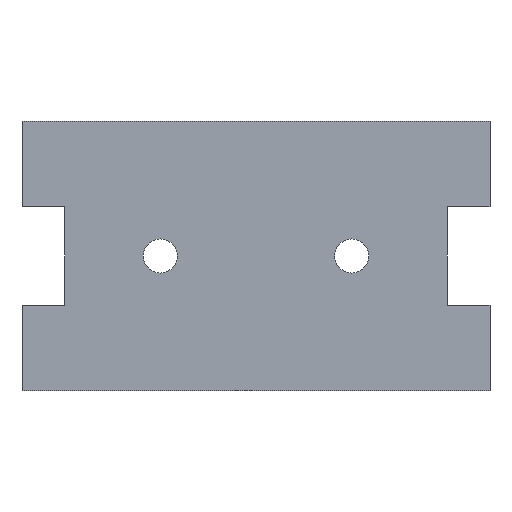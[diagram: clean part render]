
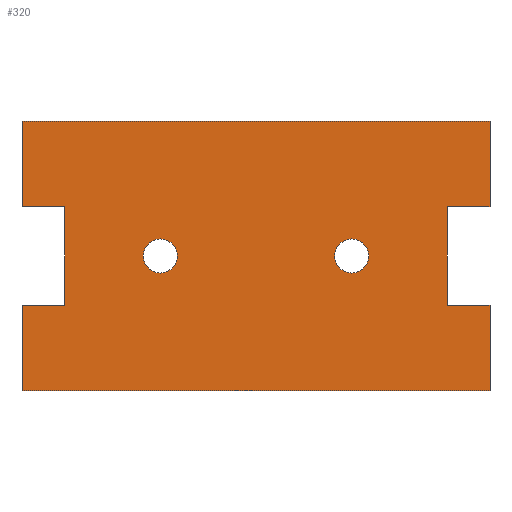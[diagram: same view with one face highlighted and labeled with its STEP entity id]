
A CAD part, front view. The second image highlights one B-rep face of the part: STEP entity #320.
In plain terms, the highlighted planar face has unit normal (0, -1, 0).
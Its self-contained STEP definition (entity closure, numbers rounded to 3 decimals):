
#17=FACE_BOUND('',#67,.T.);
#18=FACE_BOUND('',#68,.T.);
#32=PLANE('',#354);
#48=FACE_OUTER_BOUND('',#66,.T.);
#66=EDGE_LOOP('',(#289,#290,#291,#292,#293,#294,#295,#296,#297,#298,#299,
#300));
#67=EDGE_LOOP('',(#301));
#68=EDGE_LOOP('',(#302));
#71=LINE('',#451,#109);
#75=LINE('',#459,#113);
#78=LINE('',#465,#116);
#81=LINE('',#471,#119);
#84=LINE('',#477,#122);
#87=LINE('',#483,#125);
#90=LINE('',#489,#128);
#93=LINE('',#495,#131);
#96=LINE('',#501,#134);
#99=LINE('',#507,#137);
#102=LINE('',#513,#140);
#105=LINE('',#518,#143);
#109=VECTOR('',#373,10.);
#113=VECTOR('',#379,10.);
#116=VECTOR('',#384,10.);
#119=VECTOR('',#389,10.);
#122=VECTOR('',#394,10.);
#125=VECTOR('',#399,10.);
#128=VECTOR('',#404,10.);
#131=VECTOR('',#409,10.);
#134=VECTOR('',#414,10.);
#137=VECTOR('',#419,10.);
#140=VECTOR('',#424,10.);
#143=VECTOR('',#429,10.);
#146=CIRCLE('',#337,2.);
#148=CIRCLE('',#340,2.);
#150=VERTEX_POINT('',#439);
#152=VERTEX_POINT('',#445);
#153=VERTEX_POINT('',#449);
#154=VERTEX_POINT('',#450);
#157=VERTEX_POINT('',#458);
#159=VERTEX_POINT('',#464);
#161=VERTEX_POINT('',#470);
#163=VERTEX_POINT('',#476);
#165=VERTEX_POINT('',#482);
#167=VERTEX_POINT('',#488);
#169=VERTEX_POINT('',#494);
#171=VERTEX_POINT('',#500);
#173=VERTEX_POINT('',#506);
#175=VERTEX_POINT('',#512);
#179=EDGE_CURVE('',#150,#150,#146,.T.);
#182=EDGE_CURVE('',#152,#152,#148,.T.);
#183=EDGE_CURVE('',#153,#154,#71,.T.);
#187=EDGE_CURVE('',#154,#157,#75,.T.);
#190=EDGE_CURVE('',#157,#159,#78,.T.);
#193=EDGE_CURVE('',#159,#161,#81,.T.);
#196=EDGE_CURVE('',#161,#163,#84,.T.);
#199=EDGE_CURVE('',#165,#163,#87,.T.);
#202=EDGE_CURVE('',#167,#165,#90,.T.);
#205=EDGE_CURVE('',#167,#169,#93,.T.);
#208=EDGE_CURVE('',#171,#169,#96,.T.);
#211=EDGE_CURVE('',#173,#171,#99,.T.);
#214=EDGE_CURVE('',#175,#173,#102,.T.);
#217=EDGE_CURVE('',#153,#175,#105,.T.);
#289=ORIENTED_EDGE('',*,*,#217,.F.);
#290=ORIENTED_EDGE('',*,*,#183,.T.);
#291=ORIENTED_EDGE('',*,*,#187,.T.);
#292=ORIENTED_EDGE('',*,*,#190,.T.);
#293=ORIENTED_EDGE('',*,*,#193,.T.);
#294=ORIENTED_EDGE('',*,*,#196,.T.);
#295=ORIENTED_EDGE('',*,*,#199,.F.);
#296=ORIENTED_EDGE('',*,*,#202,.F.);
#297=ORIENTED_EDGE('',*,*,#205,.T.);
#298=ORIENTED_EDGE('',*,*,#208,.F.);
#299=ORIENTED_EDGE('',*,*,#211,.F.);
#300=ORIENTED_EDGE('',*,*,#214,.F.);
#301=ORIENTED_EDGE('',*,*,#182,.F.);
#302=ORIENTED_EDGE('',*,*,#179,.F.);
#320=ADVANCED_FACE('',(#48,#17,#18),#32,.F.);
#337=AXIS2_PLACEMENT_3D('',#441,#362,#363);
#340=AXIS2_PLACEMENT_3D('',#447,#369,#370);
#354=AXIS2_PLACEMENT_3D('',#521,#433,#434);
#362=DIRECTION('center_axis',(0.,-1.,0.));
#363=DIRECTION('ref_axis',(1.,0.,0.));
#369=DIRECTION('center_axis',(0.,-1.,0.));
#370=DIRECTION('ref_axis',(1.,0.,0.));
#373=DIRECTION('',(1.,0.,0.));
#379=DIRECTION('',(0.,0.,1.));
#384=DIRECTION('',(-1.,0.,0.));
#389=DIRECTION('',(0.,0.,1.));
#394=DIRECTION('',(1.,0.,0.));
#399=DIRECTION('',(0.,0.,-1.));
#404=DIRECTION('',(1.,0.,0.));
#409=DIRECTION('',(0.,0.,-1.));
#414=DIRECTION('',(-1.,0.,0.));
#419=DIRECTION('',(0.,0.,1.));
#424=DIRECTION('',(1.,0.,0.));
#429=DIRECTION('',(0.,0.,1.));
#433=DIRECTION('center_axis',(0.,1.,0.));
#434=DIRECTION('ref_axis',(1.,0.,0.));
#439=CARTESIAN_POINT('',(36.75,0.,15.813));
#441=CARTESIAN_POINT('Origin',(38.75,0.,15.813));
#445=CARTESIAN_POINT('',(14.25,0.,15.813));
#447=CARTESIAN_POINT('Origin',(16.25,0.,15.813));
#449=CARTESIAN_POINT('',(0.,0.,0.));
#450=CARTESIAN_POINT('',(55.,0.,0.));
#451=CARTESIAN_POINT('',(0.,0.,0.));
#458=CARTESIAN_POINT('',(55.,0.,10.));
#459=CARTESIAN_POINT('',(55.,0.,0.));
#464=CARTESIAN_POINT('',(50.,0.,10.));
#465=CARTESIAN_POINT('',(55.,0.,10.));
#470=CARTESIAN_POINT('',(50.,0.,21.625));
#471=CARTESIAN_POINT('',(50.,0.,10.));
#476=CARTESIAN_POINT('',(55.,0.,21.625));
#477=CARTESIAN_POINT('',(50.,0.,21.625));
#482=CARTESIAN_POINT('',(55.,0.,31.625));
#483=CARTESIAN_POINT('',(55.,0.,31.625));
#488=CARTESIAN_POINT('',(0.,0.,31.625));
#489=CARTESIAN_POINT('',(0.,0.,31.625));
#494=CARTESIAN_POINT('',(0.,0.,21.625));
#495=CARTESIAN_POINT('',(0.,0.,31.625));
#500=CARTESIAN_POINT('',(5.,0.,21.625));
#501=CARTESIAN_POINT('',(5.,0.,21.625));
#506=CARTESIAN_POINT('',(5.,0.,10.));
#507=CARTESIAN_POINT('',(5.,0.,10.));
#512=CARTESIAN_POINT('',(0.,0.,10.));
#513=CARTESIAN_POINT('',(0.,0.,10.));
#518=CARTESIAN_POINT('',(0.,0.,0.));
#521=CARTESIAN_POINT('Origin',(27.5,0.,15.813));
